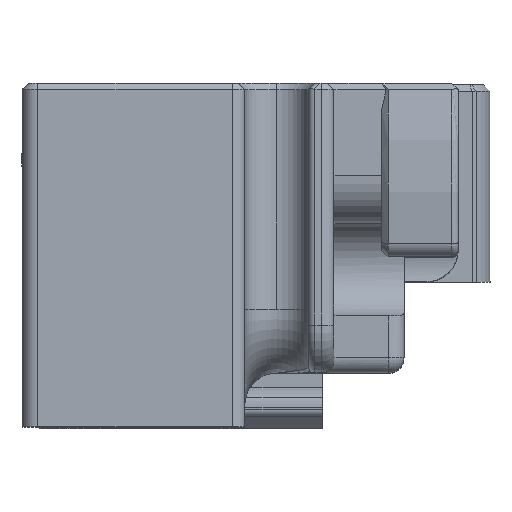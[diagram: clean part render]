
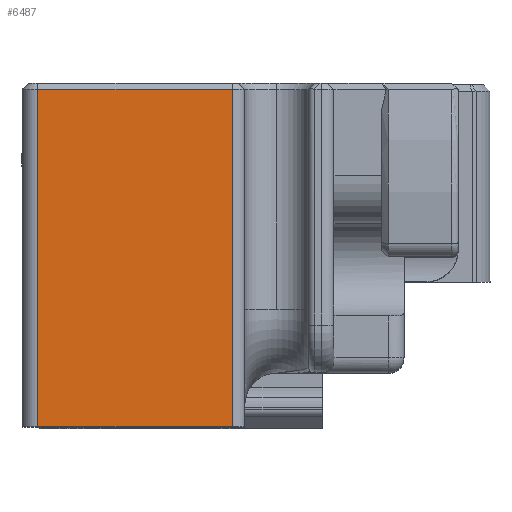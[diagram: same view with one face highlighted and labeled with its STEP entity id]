
A CAD part, top view. The second image highlights one B-rep face of the part: STEP entity #6487.
In plain terms, the highlighted planar face has unit normal (0, 0, 1).
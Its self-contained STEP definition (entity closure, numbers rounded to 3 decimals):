
#355=FACE_OUTER_BOUND('',#716,.T.);
#716=EDGE_LOOP('',(#5042,#5043,#5044,#5045));
#1639=LINE('',#10855,#2281);
#1642=LINE('',#10869,#2284);
#1643=LINE('',#10870,#2285);
#1644=LINE('',#10871,#2286);
#2281=VECTOR('',#8368,10.);
#2284=VECTOR('',#8381,10.);
#2285=VECTOR('',#8382,10.);
#2286=VECTOR('',#8383,10.);
#2960=VERTEX_POINT('',#10853);
#2961=VERTEX_POINT('',#10854);
#2966=VERTEX_POINT('',#10867);
#2967=VERTEX_POINT('',#10868);
#3730=EDGE_CURVE('',#2960,#2961,#1639,.T.);
#3737=EDGE_CURVE('',#2966,#2967,#1642,.T.);
#3738=EDGE_CURVE('',#2961,#2966,#1643,.T.);
#3739=EDGE_CURVE('',#2967,#2960,#1644,.T.);
#5042=ORIENTED_EDGE('',*,*,#3737,.F.);
#5043=ORIENTED_EDGE('',*,*,#3738,.F.);
#5044=ORIENTED_EDGE('',*,*,#3730,.F.);
#5045=ORIENTED_EDGE('',*,*,#3739,.F.);
#5946=PLANE('',#7016);
#6487=ADVANCED_FACE('',(#355),#5946,.F.);
#7016=AXIS2_PLACEMENT_3D('',#10866,#8379,#8380);
#8368=DIRECTION('',(-1.,0.,0.));
#8379=DIRECTION('center_axis',(0.,0.,
-1.));
#8380=DIRECTION('ref_axis',(-1.,0.,0.));
#8381=DIRECTION('',(1.,0.,0.));
#8382=DIRECTION('',(0.,1.,0.));
#8383=DIRECTION('',(0.,-1.,0.));
#10853=CARTESIAN_POINT('',(-9.651,6.719,34.376));
#10854=CARTESIAN_POINT('',(-21.851,6.719,34.376));
#10855=CARTESIAN_POINT('',(-6.701,6.719,34.376));
#10866=CARTESIAN_POINT('Origin',(-3.751,-13.281,34.376));
#10867=CARTESIAN_POINT('',(-21.851,27.919,34.376));
#10868=CARTESIAN_POINT('',(-9.651,27.919,34.376));
#10869=CARTESIAN_POINT('',(-10.401,27.919,34.376));
#10870=CARTESIAN_POINT('',(-21.851,-3.281,34.376));
#10871=CARTESIAN_POINT('',(-9.651,8.019,34.376));
